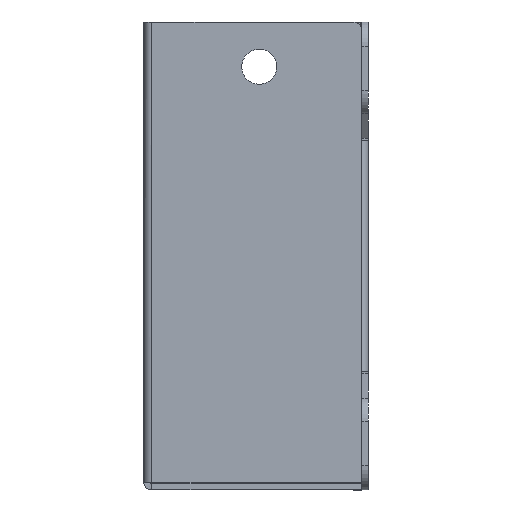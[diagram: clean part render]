
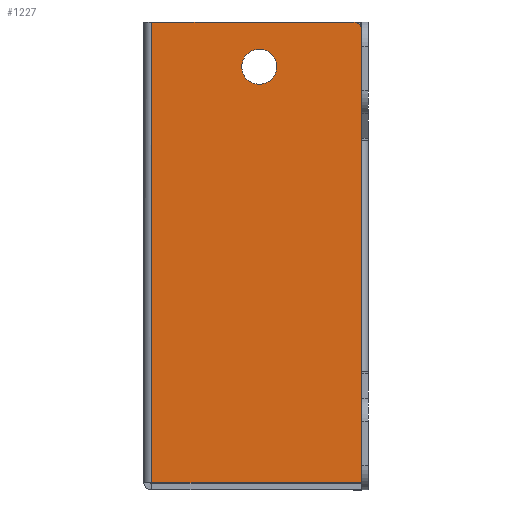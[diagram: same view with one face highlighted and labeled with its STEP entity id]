
A CAD part, left-side view. The second image highlights one B-rep face of the part: STEP entity #1227.
In plain terms, the highlighted face is planar.
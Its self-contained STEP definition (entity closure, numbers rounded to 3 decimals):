
#86 = LINE ( 'NONE', #3330, #1437 ) ;
#379 = CARTESIAN_POINT ( 'NONE',  ( 26.5, -14.2, -23.25 ) ) ;
#381 = FACE_BOUND ( 'NONE', #4065, .T. ) ;
#590 = VERTEX_POINT ( 'NONE', #5463 ) ;
#674 = VECTOR ( 'NONE', #3039, 1000. ) ;
#833 = DIRECTION ( 'NONE',  ( 0., -1., 0. ) ) ;
#994 = VERTEX_POINT ( 'NONE', #1326 ) ;
#1055 = CARTESIAN_POINT ( 'NONE',  ( 26.5, 0., 27.85 ) ) ;
#1165 = LINE ( 'NONE', #3127, #1533 ) ;
#1171 = AXIS2_PLACEMENT_3D ( 'NONE', #3534, #3975, #5470 ) ;
#1202 = EDGE_LOOP ( 'NONE', ( #2669, #5642, #5239, #2362, #5227 ) ) ;
#1227 = ADVANCED_FACE ( 'NONE', ( #381, #5611 ), #2025, .F. ) ;
#1233 = EDGE_CURVE ( 'NONE', #1386, #2601, #3288, .T. ) ;
#1261 = CARTESIAN_POINT ( 'NONE',  ( 26.5, -1., 27.85 ) ) ;
#1326 = CARTESIAN_POINT ( 'NONE',  ( 26.5, -1., -28.75 ) ) ;
#1352 = AXIS2_PLACEMENT_3D ( 'NONE', #2324, #2826, #3810 ) ;
#1386 = VERTEX_POINT ( 'NONE', #4072 ) ;
#1437 = VECTOR ( 'NONE', #4237, 1000. ) ;
#1533 = VECTOR ( 'NONE', #5511, 1000. ) ;
#1719 = AXIS2_PLACEMENT_3D ( 'NONE', #379, #3764, #833 ) ;
#2014 = LINE ( 'NONE', #3204, #3241 ) ;
#2025 = PLANE ( 'NONE',  #1171 ) ;
#2324 = CARTESIAN_POINT ( 'NONE',  ( 26.5, -25.8, -27.75 ) ) ;
#2362 = ORIENTED_EDGE ( 'NONE', *, *, #5005, .F. ) ;
#2601 = VERTEX_POINT ( 'NONE', #1261 ) ;
#2608 = DIRECTION ( 'NONE',  ( 0., -1., 0. ) ) ;
#2635 = AXIS2_PLACEMENT_3D ( 'NONE', #5533, #3165, #2608 ) ;
#2669 = ORIENTED_EDGE ( 'NONE', *, *, #3371, .F. ) ;
#2826 = DIRECTION ( 'NONE',  ( 1., 0., 0. ) ) ;
#2984 = CARTESIAN_POINT ( 'NONE',  ( 26.5, -25.8, -28.75 ) ) ;
#3008 = EDGE_CURVE ( 'NONE', #3627, #590, #3611, .T. ) ;
#3039 = DIRECTION ( 'NONE',  ( 0., 1., 0. ) ) ;
#3127 = CARTESIAN_POINT ( 'NONE',  ( 26.5, -1., -28.75 ) ) ;
#3165 = DIRECTION ( 'NONE',  ( -1., 0., 0. ) ) ;
#3204 = CARTESIAN_POINT ( 'NONE',  ( 26.5, -0.8, -28.75 ) ) ;
#3241 = VECTOR ( 'NONE', #5580, 1000. ) ;
#3288 = LINE ( 'NONE', #1055, #674 ) ;
#3330 = CARTESIAN_POINT ( 'NONE',  ( 26.5, -26.8, -28.75 ) ) ;
#3350 = EDGE_CURVE ( 'NONE', #590, #3627, #3685, .T. ) ;
#3371 = EDGE_CURVE ( 'NONE', #4644, #1386, #86, .T. ) ;
#3534 = CARTESIAN_POINT ( 'NONE',  ( 26.5, 0., 0. ) ) ;
#3557 = CARTESIAN_POINT ( 'NONE',  ( 26.5, -26.8, -27.75 ) ) ;
#3611 = CIRCLE ( 'NONE', #2635, 2.15 ) ;
#3627 = VERTEX_POINT ( 'NONE', #5025 ) ;
#3685 = CIRCLE ( 'NONE', #1719, 2.15 ) ;
#3764 = DIRECTION ( 'NONE',  ( -1., 0., 0. ) ) ;
#3810 = DIRECTION ( 'NONE',  ( 0., -1., 0. ) ) ;
#3861 = ORIENTED_EDGE ( 'NONE', *, *, #3008, .T. ) ;
#3975 = DIRECTION ( 'NONE',  ( -1., 0., 0. ) ) ;
#4065 = EDGE_LOOP ( 'NONE', ( #3861, #4609 ) ) ;
#4072 = CARTESIAN_POINT ( 'NONE',  ( 26.5, -26.8, 27.85 ) ) ;
#4090 = CIRCLE ( 'NONE', #1352, 1. ) ;
#4237 = DIRECTION ( 'NONE',  ( 0., 0., 1. ) ) ;
#4565 = EDGE_CURVE ( 'NONE', #4644, #5524, #4090, .T. ) ;
#4609 = ORIENTED_EDGE ( 'NONE', *, *, #3350, .T. ) ;
#4644 = VERTEX_POINT ( 'NONE', #3557 ) ;
#4953 = EDGE_CURVE ( 'NONE', #994, #5524, #2014, .T. ) ;
#5005 = EDGE_CURVE ( 'NONE', #2601, #994, #1165, .T. ) ;
#5025 = CARTESIAN_POINT ( 'NONE',  ( 26.5, -16.35, -23.25 ) ) ;
#5227 = ORIENTED_EDGE ( 'NONE', *, *, #1233, .F. ) ;
#5239 = ORIENTED_EDGE ( 'NONE', *, *, #4953, .F. ) ;
#5463 = CARTESIAN_POINT ( 'NONE',  ( 26.5, -12.05, -23.25 ) ) ;
#5470 = DIRECTION ( 'NONE',  ( 0., -1., 0. ) ) ;
#5511 = DIRECTION ( 'NONE',  ( 0., 0., -1. ) ) ;
#5524 = VERTEX_POINT ( 'NONE', #2984 ) ;
#5533 = CARTESIAN_POINT ( 'NONE',  ( 26.5, -14.2, -23.25 ) ) ;
#5580 = DIRECTION ( 'NONE',  ( 0., -1., 0. ) ) ;
#5611 = FACE_OUTER_BOUND ( 'NONE', #1202, .T. ) ;
#5642 = ORIENTED_EDGE ( 'NONE', *, *, #4565, .T. ) ;
